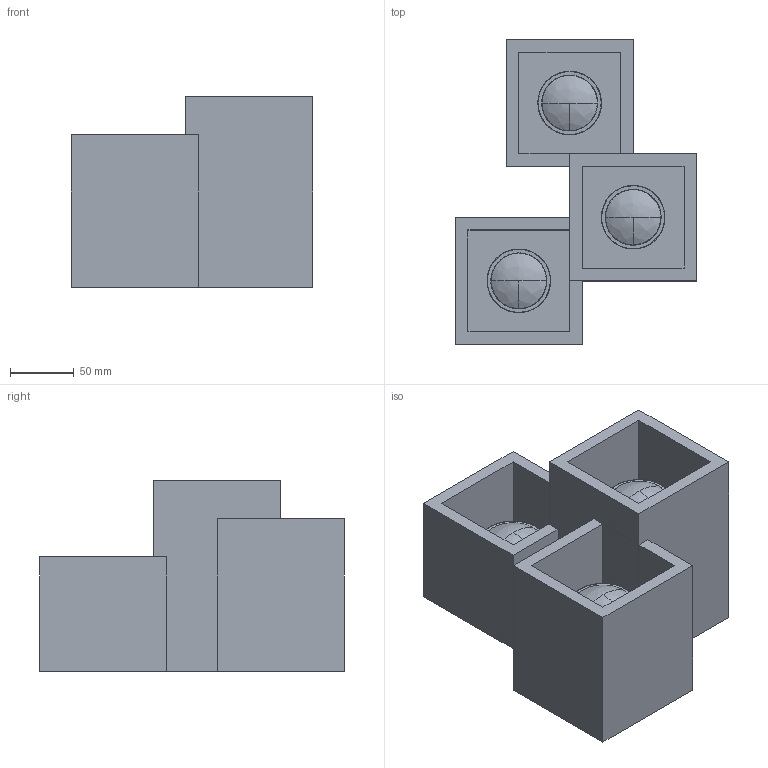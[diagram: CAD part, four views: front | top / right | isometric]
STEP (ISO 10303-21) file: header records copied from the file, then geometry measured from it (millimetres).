
FILE_DESCRIPTION(/* description */ (''),/* implementation_level */ '2;1');
FILE_NAME(/* name */ 'T193_H~1',/* time_stamp */ '2020-11-13T11:17:20+01:00',/* author */ (''),/* organization */ (''),/* preprocessor_version */ 'ST-DEVELOPER v15',/* originating_system */ '',/* authorisation */ '');
FILE_SCHEMA (('AUTOMOTIVE_DESIGN'));
Length unit declared in the file: millimetre
Products named in the file (1): Document
Bounding box: 190 x 240 x 150 mm (x, y, z)
Volume: 1863809.2 mm3; surface area: 305059.3 mm2
Topology: 13 solids, 13 shells, 370 faces, 842 edges, 499 vertices
Faces by surface type: bspline 243, plane 127
Entity records: 17423 total; most frequent: CARTESIAN_POINT 12412, ORIENTED_EDGE 1624, EDGE_CURVE 812, VERTEX_POINT 499, EDGE_LOOP 401, B_SPLINE_CURVE_WITH_KNOTS 377, ADVANCED_FACE 370, FACE_OUTER_BOUND 370
